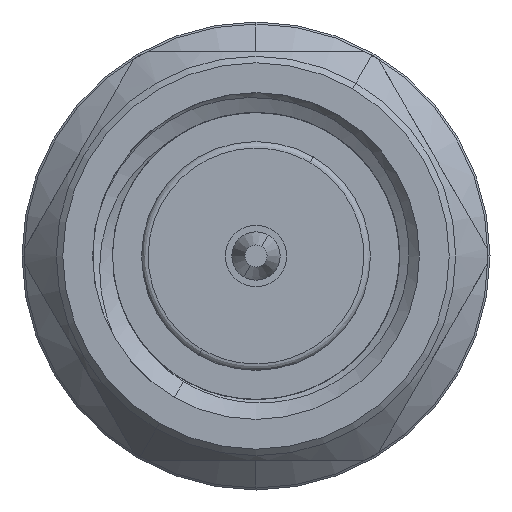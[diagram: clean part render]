
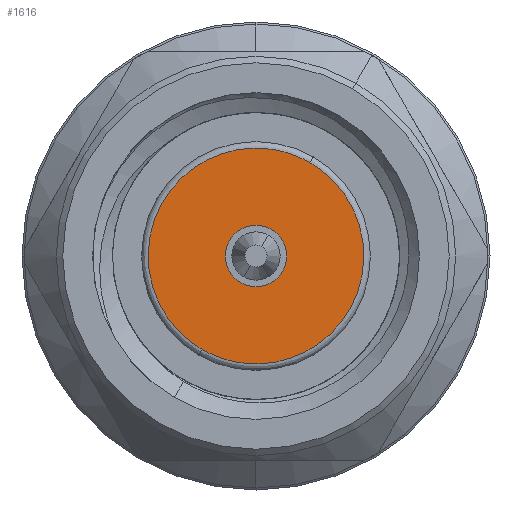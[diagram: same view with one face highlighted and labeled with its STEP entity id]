
A CAD part, left-side view. The second image highlights one B-rep face of the part: STEP entity #1616.
In plain terms, the highlighted planar face has unit normal (-1, 0, 0).
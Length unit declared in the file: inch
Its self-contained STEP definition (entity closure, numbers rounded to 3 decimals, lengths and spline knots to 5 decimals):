
#126 = VERTEX_POINT ( 'NONE', #4280 ) ;
#226 = PLANE ( 'NONE',  #2620 ) ;
#267 = CARTESIAN_POINT ( 'NONE',  ( 0.10162, 0., 0. ) ) ;
#378 = CARTESIAN_POINT ( 'NONE',  ( 0.10162, -0.18414, -0.01105 ) ) ;
#413 = ORIENTED_EDGE ( 'NONE', *, *, #486, .F. ) ;
#486 = EDGE_CURVE ( 'NONE', #3286, #4089, #2016, .T. ) ;
#710 = EDGE_CURVE ( 'NONE', #4089, #3286, #1636, .T. ) ;
#711 = CARTESIAN_POINT ( 'NONE',  ( 0.10162, -0.10164, -0.15395 ) ) ;
#853 = CARTESIAN_POINT ( 'NONE',  ( 0.10162, -0.01175, 0.02035 ) ) ;
#901 = DIRECTION ( 'NONE',  ( -1., 0., 0. ) ) ;
#1388 = DIRECTION ( 'NONE',  ( -1., 0., 0. ) ) ;
#1488 = AXIS2_PLACEMENT_3D ( 'NONE', #2775, #1388, #2799 ) ;
#1548 = CARTESIAN_POINT ( 'NONE',  ( 0.10162, 0.18414, 0.01105 ) ) ;
#1616 = ADVANCED_FACE ( 'NONE', ( #2047, #3909 ), #226, .F. ) ;
#1636 = CIRCLE ( 'NONE', #1488, 0.0235 ) ;
#1659 = VERTEX_POINT ( 'NONE', #3200 ) ;
#1705 = EDGE_CURVE ( 'NONE', #126, #1659, #3122, .T. ) ;
#1741 = CARTESIAN_POINT ( 'NONE',  ( 0.10162, 0.01175, -0.02035 ) ) ;
#1831 = ORIENTED_EDGE ( 'NONE', *, *, #3435, .F. ) ;
#1845 = ORIENTED_EDGE ( 'NONE', *, *, #710, .F. ) ;
#2016 = CIRCLE ( 'NONE', #4355, 0.0235 ) ;
#2047 = FACE_BOUND ( 'NONE', #2853, .T. ) ;
#2157 = ORIENTED_EDGE ( 'NONE', *, *, #1705, .F. ) ;
#2295 =( BOUNDED_CURVE ( )  B_SPLINE_CURVE ( 3, ( #2978, #1548, #4047, #3673 ),
 .UNSPECIFIED., .F., .T. ) 
 B_SPLINE_CURVE_WITH_KNOTS ( ( 4, 4 ),
 ( 0., 1. ),
 .UNSPECIFIED. ) 
 CURVE ( )  GEOMETRIC_REPRESENTATION_ITEM ( )  RATIONAL_B_SPLINE_CURVE ( ( 1., 0.333, 0.333, 1. ) ) 
 REPRESENTATION_ITEM ( '' )  );
#2620 = AXIS2_PLACEMENT_3D ( 'NONE', #267, #3466, #3488 ) ;
#2775 = CARTESIAN_POINT ( 'NONE',  ( 0.10162, 0., 0. ) ) ;
#2799 = DIRECTION ( 'NONE',  ( 0., 0.5, -0.866 ) ) ;
#2853 = EDGE_LOOP ( 'NONE', ( #413, #1845 ) ) ;
#2978 = CARTESIAN_POINT ( 'NONE',  ( 0.10162, 0.04125, -0.07145 ) ) ;
#3122 =( BOUNDED_CURVE ( )  B_SPLINE_CURVE ( 3, ( #3290, #378, #711, #3598 ),
 .UNSPECIFIED., .F., .T. ) 
 B_SPLINE_CURVE_WITH_KNOTS ( ( 4, 4 ),
 ( 0., 1. ),
 .UNSPECIFIED. ) 
 CURVE ( )  GEOMETRIC_REPRESENTATION_ITEM ( )  RATIONAL_B_SPLINE_CURVE ( ( 1., 0.333, 0.333, 1. ) ) 
 REPRESENTATION_ITEM ( '' )  );
#3200 = CARTESIAN_POINT ( 'NONE',  ( 0.10162, 0.04125, -0.07145 ) ) ;
#3286 = VERTEX_POINT ( 'NONE', #1741 ) ;
#3290 = CARTESIAN_POINT ( 'NONE',  ( 0.10162, -0.04125, 0.07145 ) ) ;
#3435 = EDGE_CURVE ( 'NONE', #1659, #126, #2295, .T. ) ;
#3466 = DIRECTION ( 'NONE',  ( 1., 0., 0. ) ) ;
#3488 = DIRECTION ( 'NONE',  ( 0., 0.5, -0.866 ) ) ;
#3510 = EDGE_LOOP ( 'NONE', ( #1831, #2157 ) ) ;
#3598 = CARTESIAN_POINT ( 'NONE',  ( 0.10162, 0.04125, -0.07145 ) ) ;
#3673 = CARTESIAN_POINT ( 'NONE',  ( 0.10162, -0.04125, 0.07145 ) ) ;
#3909 = FACE_OUTER_BOUND ( 'NONE', #3510, .T. ) ;
#4047 = CARTESIAN_POINT ( 'NONE',  ( 0.10162, 0.10164, 0.15395 ) ) ;
#4089 = VERTEX_POINT ( 'NONE', #853 ) ;
#4280 = CARTESIAN_POINT ( 'NONE',  ( 0.10162, -0.04125, 0.07145 ) ) ;
#4355 = AXIS2_PLACEMENT_3D ( 'NONE', #4500, #901, #4457 ) ;
#4457 = DIRECTION ( 'NONE',  ( 0., 0.5, -0.866 ) ) ;
#4500 = CARTESIAN_POINT ( 'NONE',  ( 0.10162, 0., 0. ) ) ;
